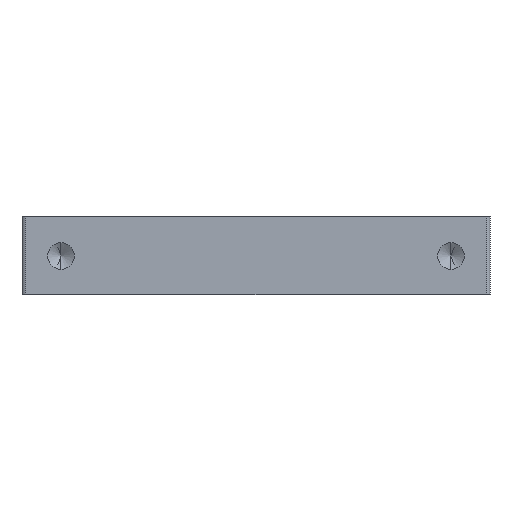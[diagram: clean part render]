
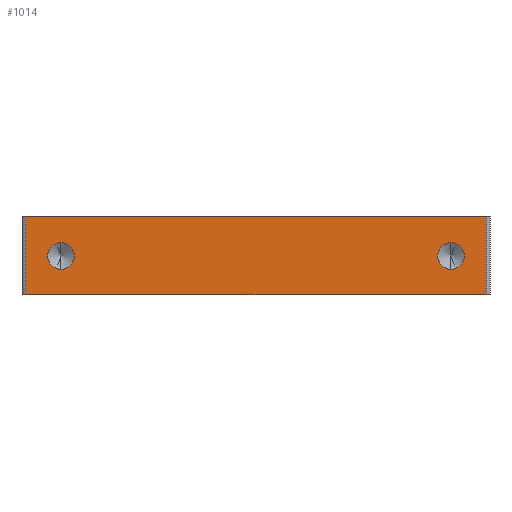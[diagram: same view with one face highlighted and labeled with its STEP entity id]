
A CAD part, front view. The second image highlights one B-rep face of the part: STEP entity #1014.
In plain terms, the highlighted planar face has unit normal (0, -1, 0).
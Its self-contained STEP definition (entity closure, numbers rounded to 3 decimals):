
#19 = EDGE_CURVE ( 'NONE', #864, #977, #1591, .T. ) ;
#86 = DIRECTION ( 'NONE',  ( 0., 0., 1. ) ) ;
#134 = AXIS2_PLACEMENT_3D ( 'NONE', #764, #1159, #1168 ) ;
#144 = EDGE_LOOP ( 'NONE', ( #1453, #1204, #1149, #1404 ) ) ;
#214 = DIRECTION ( 'NONE',  ( 0., -1., 0. ) ) ;
#223 = DIRECTION ( 'NONE',  ( 0., 0., 1. ) ) ;
#226 = ORIENTED_EDGE ( 'NONE', *, *, #514, .F. ) ;
#235 = PLANE ( 'NONE',  #1581 ) ;
#256 = CARTESIAN_POINT ( 'NONE',  ( 119., 0., 20. ) ) ;
#261 = CARTESIAN_POINT ( 'NONE',  ( 119., 0., 0. ) ) ;
#269 = EDGE_CURVE ( 'NONE', #1568, #977, #619, .T. ) ;
#303 = ORIENTED_EDGE ( 'NONE', *, *, #825, .F. ) ;
#311 = DIRECTION ( 'NONE',  ( 1., 0., 0. ) ) ;
#351 = FACE_BOUND ( 'NONE', #584, .T. ) ;
#360 = FACE_OUTER_BOUND ( 'NONE', #144, .T. ) ;
#381 = EDGE_LOOP ( 'NONE', ( #663, #303 ) ) ;
#395 = VECTOR ( 'NONE', #311, 1000. ) ;
#405 = CARTESIAN_POINT ( 'NONE',  ( 0., 0., 20. ) ) ;
#461 = VECTOR ( 'NONE', #933, 1000. ) ;
#514 = EDGE_CURVE ( 'NONE', #564, #934, #672, .T. ) ;
#517 = EDGE_CURVE ( 'NONE', #953, #1346, #1003, .T. ) ;
#539 = CARTESIAN_POINT ( 'NONE',  ( 1., 0., 20. ) ) ;
#564 = VERTEX_POINT ( 'NONE', #1151 ) ;
#582 = CARTESIAN_POINT ( 'NONE',  ( 10., 0., 10. ) ) ;
#584 = EDGE_LOOP ( 'NONE', ( #1412, #226 ) ) ;
#618 = CARTESIAN_POINT ( 'NONE',  ( 110., 0., 6.6 ) ) ;
#619 = LINE ( 'NONE', #896, #888 ) ;
#630 = DIRECTION ( 'NONE',  ( 0., 0., -1. ) ) ;
#663 = ORIENTED_EDGE ( 'NONE', *, *, #517, .F. ) ;
#672 = CIRCLE ( 'NONE', #699, 3.4 ) ;
#699 = AXIS2_PLACEMENT_3D ( 'NONE', #1564, #214, #630 ) ;
#729 = DIRECTION ( 'NONE',  ( 0., -1., 0. ) ) ;
#764 = CARTESIAN_POINT ( 'NONE',  ( 10., 0., 10. ) ) ;
#772 = DIRECTION ( 'NONE',  ( 0., 1., 0. ) ) ;
#791 = CARTESIAN_POINT ( 'NONE',  ( 0., 0., 20. ) ) ;
#805 = DIRECTION ( 'NONE',  ( 0., -1., 0. ) ) ;
#825 = EDGE_CURVE ( 'NONE', #1346, #953, #1465, .T. ) ;
#864 = VERTEX_POINT ( 'NONE', #1629 ) ;
#867 = VECTOR ( 'NONE', #1590, 1000. ) ;
#886 = FACE_BOUND ( 'NONE', #381, .T. ) ;
#888 = VECTOR ( 'NONE', #86, 1000. ) ;
#896 = CARTESIAN_POINT ( 'NONE',  ( 119., 0., 20. ) ) ;
#913 = VERTEX_POINT ( 'NONE', #1665 ) ;
#925 = DIRECTION ( 'NONE',  ( 0., 0., -1. ) ) ;
#933 = DIRECTION ( 'NONE',  ( 1., 0., 0. ) ) ;
#934 = VERTEX_POINT ( 'NONE', #618 ) ;
#941 = CARTESIAN_POINT ( 'NONE',  ( 110., 0., 10. ) ) ;
#945 = AXIS2_PLACEMENT_3D ( 'NONE', #941, #805, #925 ) ;
#953 = VERTEX_POINT ( 'NONE', #1673 ) ;
#977 = VERTEX_POINT ( 'NONE', #256 ) ;
#1001 = DIRECTION ( 'NONE',  ( 0., 0., -1. ) ) ;
#1003 = CIRCLE ( 'NONE', #134, 3.4 ) ;
#1014 = ADVANCED_FACE ( 'NONE', ( #351, #886, #360 ), #235, .F. ) ;
#1106 = EDGE_CURVE ( 'NONE', #934, #564, #1194, .T. ) ;
#1109 = CARTESIAN_POINT ( 'NONE',  ( 0., 0., 0. ) ) ;
#1149 = ORIENTED_EDGE ( 'NONE', *, *, #19, .F. ) ;
#1151 = CARTESIAN_POINT ( 'NONE',  ( 110., 0., 13.4 ) ) ;
#1159 = DIRECTION ( 'NONE',  ( 0., -1., 0. ) ) ;
#1168 = DIRECTION ( 'NONE',  ( 0., 0., -1. ) ) ;
#1177 = EDGE_CURVE ( 'NONE', #864, #913, #1598, .T. ) ;
#1194 = CIRCLE ( 'NONE', #945, 3.4 ) ;
#1204 = ORIENTED_EDGE ( 'NONE', *, *, #269, .T. ) ;
#1265 = CARTESIAN_POINT ( 'NONE',  ( 10., 0., 13.4 ) ) ;
#1300 = EDGE_CURVE ( 'NONE', #913, #1568, #1357, .T. ) ;
#1346 = VERTEX_POINT ( 'NONE', #1265 ) ;
#1357 = LINE ( 'NONE', #1109, #395 ) ;
#1387 = AXIS2_PLACEMENT_3D ( 'NONE', #582, #729, #1001 ) ;
#1404 = ORIENTED_EDGE ( 'NONE', *, *, #1177, .T. ) ;
#1412 = ORIENTED_EDGE ( 'NONE', *, *, #1106, .F. ) ;
#1453 = ORIENTED_EDGE ( 'NONE', *, *, #1300, .T. ) ;
#1465 = CIRCLE ( 'NONE', #1387, 3.4 ) ;
#1564 = CARTESIAN_POINT ( 'NONE',  ( 110., 0., 10. ) ) ;
#1568 = VERTEX_POINT ( 'NONE', #261 ) ;
#1581 = AXIS2_PLACEMENT_3D ( 'NONE', #791, #772, #223 ) ;
#1590 = DIRECTION ( 'NONE',  ( 0., 0., -1. ) ) ;
#1591 = LINE ( 'NONE', #405, #461 ) ;
#1598 = LINE ( 'NONE', #539, #867 ) ;
#1629 = CARTESIAN_POINT ( 'NONE',  ( 1., 0., 20. ) ) ;
#1665 = CARTESIAN_POINT ( 'NONE',  ( 1., 0., 0. ) ) ;
#1673 = CARTESIAN_POINT ( 'NONE',  ( 10., 0., 6.6 ) ) ;
